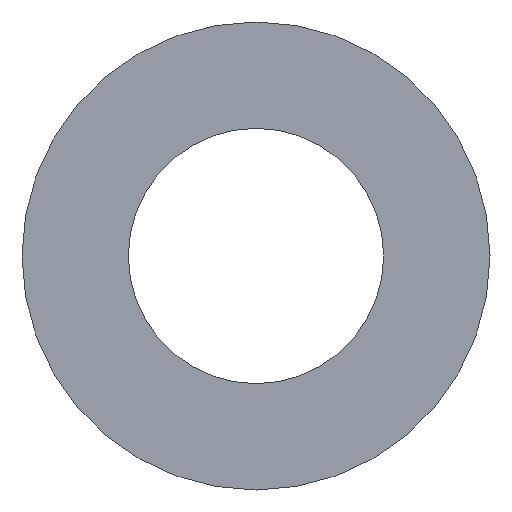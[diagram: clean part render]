
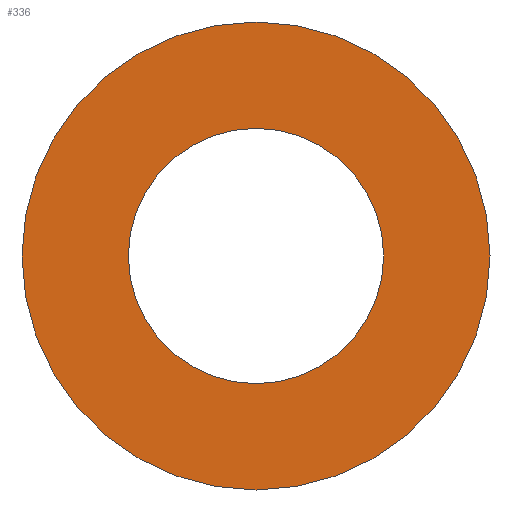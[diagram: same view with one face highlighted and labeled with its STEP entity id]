
A CAD part, front view. The second image highlights one B-rep face of the part: STEP entity #336.
In plain terms, the highlighted planar face has unit normal (0, -1, 0).
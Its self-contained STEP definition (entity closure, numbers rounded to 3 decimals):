
#24=FACE_BOUND('',#96,.T.);
#34=PLANE('',#406);
#62=FACE_OUTER_BOUND('',#95,.T.);
#95=EDGE_LOOP('',(#301));
#96=EDGE_LOOP('',(#302));
#118=CIRCLE('',#353,30.);
#148=CIRCLE('',#404,55.);
#150=VERTEX_POINT('',#535);
#176=VERTEX_POINT('',#621);
#179=EDGE_CURVE('',#150,#150,#118,.T.);
#218=EDGE_CURVE('',#176,#176,#148,.T.);
#301=ORIENTED_EDGE('',*,*,#218,.F.);
#302=ORIENTED_EDGE('',*,*,#179,.T.);
#336=ADVANCED_FACE('',(#62,#24),#34,.F.);
#353=AXIS2_PLACEMENT_3D('',#537,#414,#415);
#404=AXIS2_PLACEMENT_3D('',#623,#525,#526);
#406=AXIS2_PLACEMENT_3D('',#625,#529,#530);
#414=DIRECTION('center_axis',(0.,1.,0.));
#415=DIRECTION('ref_axis',(-1.,0.,0.));
#525=DIRECTION('center_axis',(0.,1.,0.));
#526=DIRECTION('ref_axis',(1.,0.,0.));
#529=DIRECTION('center_axis',(0.,1.,0.));
#530=DIRECTION('ref_axis',(1.,0.,0.));
#535=CARTESIAN_POINT('',(30.,0.,0.));
#537=CARTESIAN_POINT('Origin',(0.,0.,0.));
#621=CARTESIAN_POINT('',(-55.,0.,0.));
#623=CARTESIAN_POINT('Origin',(0.,0.,0.));
#625=CARTESIAN_POINT('Origin',(0.,0.,0.));
